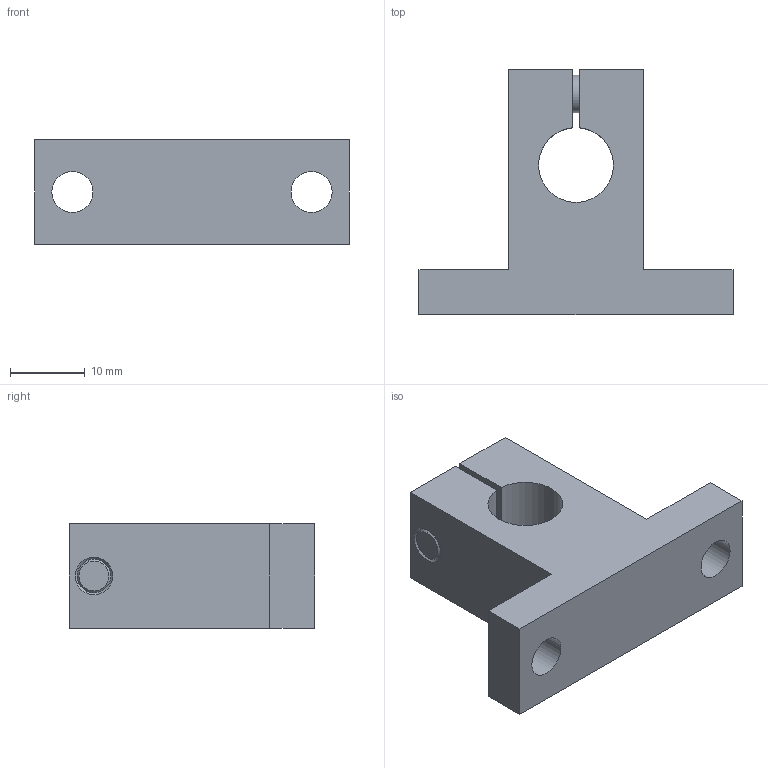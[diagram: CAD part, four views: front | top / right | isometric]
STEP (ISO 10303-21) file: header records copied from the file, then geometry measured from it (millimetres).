
FILE_DESCRIPTION( ( 'STEP AP203' ), '1' );
FILE_NAME( 'SK 10.stp', '2019-06-13T03:55:48', ( '' ), ( '' ), ' ', 'PARTsolutions', ' ' );
FILE_SCHEMA( ( 'CONFIG_CONTROL_DESIGN' ) );
Length unit declared in the file: millimetre
Products named in the file (1): _SK 10
Bounding box: 42 x 32.8 x 14 mm (x, y, z)
Volume: 8810.2 mm3; surface area: 4209 mm2
Topology: 1 solids, 1 shells, 34 faces, 82 edges, 54 vertices
Faces by surface type: plane 23, cylinder 7, cone 3, torus 1
Full cylindrical faces by diameter (mm): 2.08 x1, 5 x1, 5.5 x3, 5.61 x1
Entity records: 980 total; most frequent: CARTESIAN_POINT 158, DIRECTION 158, ORIENTED_EDGE 140, EDGE_CURVE 70, EDGE_LOOP 54, AXIS2_PLACEMENT_3D 53, VERTEX_POINT 53, LINE 52
